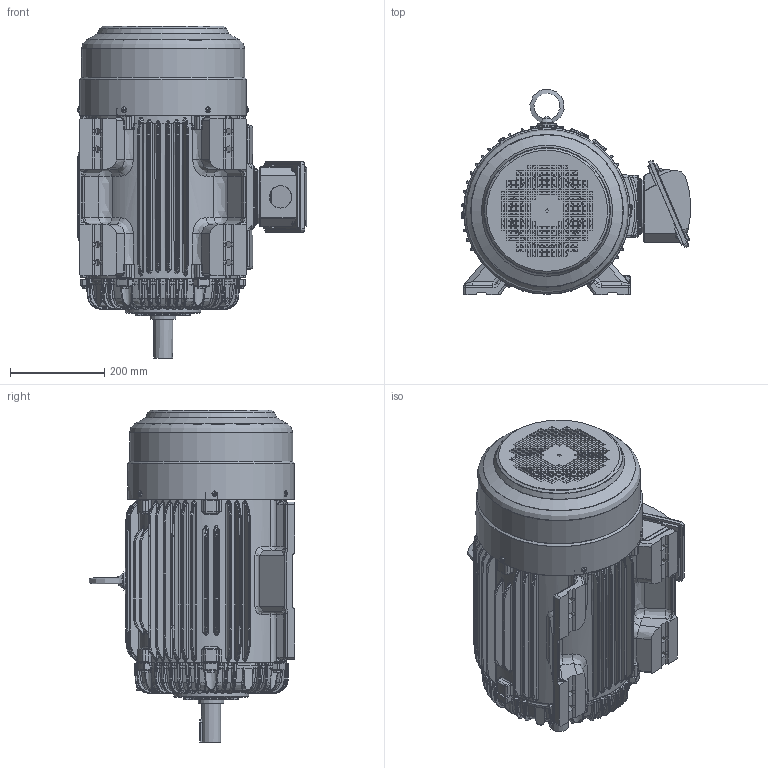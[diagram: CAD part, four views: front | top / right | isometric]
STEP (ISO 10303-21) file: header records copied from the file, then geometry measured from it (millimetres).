
FILE_DESCRIPTION(/* description */ (''),/* implementation_level */ '2;1');
FILE_NAME(/* name */ '284_6_TS总装_stp.stp',/* time_stamp */ '2022-07-18T10:56:31+08:00',/* author */ (''),/* organization */ (''),/* preprocessor_version */ 'ST-DEVELOPER v16',/* originating_system */ 'SIEMENS PLM Software NX 11.0',/* authorisation */ '');
FILE_SCHEMA (('AP203_CONFIGURATION_CONTROLLED_3D_DESIGN_OF_MECHANICAL_PARTS_AND_ASSEMBLIES_MIM_LF { 1 0 10303 403 2 1 2}'));
Length unit declared in the file: millimetre
Products named in the file (1): 284_6_TS总装_stp
Bounding box: 487.38 x 437 x 706.35 mm (x, y, z)
Volume: 11398374.2 mm3; surface area: 2866666.5 mm2
Topology: 33 solids, 33 shells, 10038 faces, 25883 edges, 15829 vertices
Faces by surface type: cylinder 4294, bspline 2392, plane 2195, torus 595, cone 305, sphere 257
Full cylindrical faces by diameter (mm): 4.2 x4, 6 x1, 6.8 x1, 7.5 x6, 8 x28, 10 x32, 14 x8, 15.36 x1, 16 x1, 30 x1, 40 x1, 41.275 x1, 45 x2, 48 x1, 49.8 x1, 50 x1, 54.8 x1, 55 x1, 59.8 x1, 60 x1, 65 x1, 70 x1, 76 x1, 90 x1, 100 x2, 110 x1, 120 x1, 150 x2, 160 x3, 299 x2
Entity records: 380730 total; most frequent: CARTESIAN_POINT 156415, ORIENTED_EDGE 50768, DIRECTION 43320, EDGE_CURVE 25384, AXIS2_PLACEMENT_3D 16893, VERTEX_POINT 15669, EDGE_LOOP 10869, ADVANCED_FACE 10032
